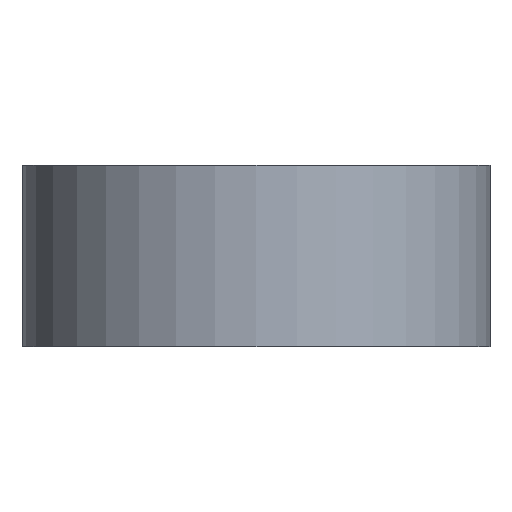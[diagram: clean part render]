
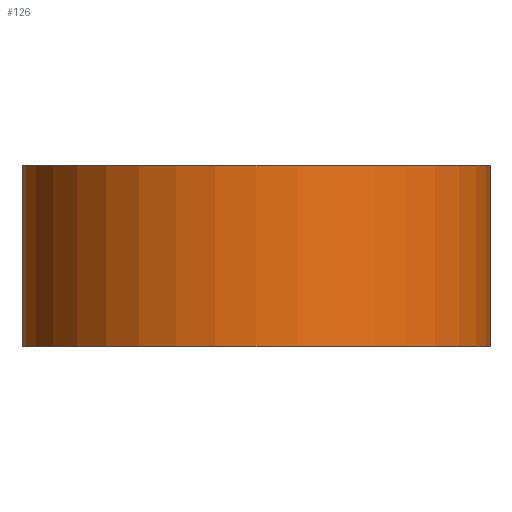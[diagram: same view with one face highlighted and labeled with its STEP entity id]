
A CAD part, front view. The second image highlights one B-rep face of the part: STEP entity #126.
In plain terms, the highlighted cylindrical face has radius 31 mm (diameter 62 mm), a partial arc.
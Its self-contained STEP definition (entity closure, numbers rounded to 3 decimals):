
#3 = CIRCLE ( 'NONE', #312, 31. ) ;
#23 = AXIS2_PLACEMENT_3D ( 'NONE', #353, #146, #60 ) ;
#26 = CARTESIAN_POINT ( 'NONE',  ( 31., 0., -27. ) ) ;
#35 = VECTOR ( 'NONE', #38, 1000. ) ;
#37 = ORIENTED_EDGE ( 'NONE', *, *, #320, .F. ) ;
#38 = DIRECTION ( 'NONE',  ( 0., 0., 1. ) ) ;
#46 = CIRCLE ( 'NONE', #23, 31. ) ;
#60 = DIRECTION ( 'NONE',  ( 1., 0., 0. ) ) ;
#106 = EDGE_CURVE ( 'NONE', #211, #202, #190, .T. ) ;
#107 = CARTESIAN_POINT ( 'NONE',  ( 0., 0., -27. ) ) ;
#119 = VERTEX_POINT ( 'NONE', #331 ) ;
#125 = LINE ( 'NONE', #325, #356 ) ;
#126 = ADVANCED_FACE ( 'NONE', ( #365 ), #160, .T. ) ;
#129 = CARTESIAN_POINT ( 'NONE',  ( 31., 0., -3. ) ) ;
#131 = EDGE_LOOP ( 'NONE', ( #322, #37, #290, #352 ) ) ;
#134 = CARTESIAN_POINT ( 'NONE',  ( 0., 0., -3. ) ) ;
#146 = DIRECTION ( 'NONE',  ( 0., 0., 1. ) ) ;
#160 = CYLINDRICAL_SURFACE ( 'NONE', #362, 31. ) ;
#183 = VERTEX_POINT ( 'NONE', #188 ) ;
#188 = CARTESIAN_POINT ( 'NONE',  ( -31., 0., -27. ) ) ;
#190 = LINE ( 'NONE', #26, #35 ) ;
#202 = VERTEX_POINT ( 'NONE', #129 ) ;
#211 = VERTEX_POINT ( 'NONE', #313 ) ;
#227 = DIRECTION ( 'NONE',  ( 1., 0., 0. ) ) ;
#230 = EDGE_CURVE ( 'NONE', #119, #202, #3, .T. ) ;
#265 = DIRECTION ( 'NONE',  ( 0., 0., 1. ) ) ;
#290 = ORIENTED_EDGE ( 'NONE', *, *, #346, .T. ) ;
#312 = AXIS2_PLACEMENT_3D ( 'NONE', #134, #338, #333 ) ;
#313 = CARTESIAN_POINT ( 'NONE',  ( 31., 0., -27. ) ) ;
#320 = EDGE_CURVE ( 'NONE', #183, #119, #125, .T. ) ;
#322 = ORIENTED_EDGE ( 'NONE', *, *, #230, .F. ) ;
#325 = CARTESIAN_POINT ( 'NONE',  ( -31., 0., -27. ) ) ;
#331 = CARTESIAN_POINT ( 'NONE',  ( -31., 0., -3. ) ) ;
#333 = DIRECTION ( 'NONE',  ( 1., 0., 0. ) ) ;
#338 = DIRECTION ( 'NONE',  ( 0., 0., 1. ) ) ;
#346 = EDGE_CURVE ( 'NONE', #183, #211, #46, .T. ) ;
#349 = DIRECTION ( 'NONE',  ( 0., 0., 1. ) ) ;
#352 = ORIENTED_EDGE ( 'NONE', *, *, #106, .T. ) ;
#353 = CARTESIAN_POINT ( 'NONE',  ( 0., 0., -27. ) ) ;
#356 = VECTOR ( 'NONE', #265, 1000. ) ;
#362 = AXIS2_PLACEMENT_3D ( 'NONE', #107, #349, #227 ) ;
#365 = FACE_OUTER_BOUND ( 'NONE', #131, .T. ) ;
